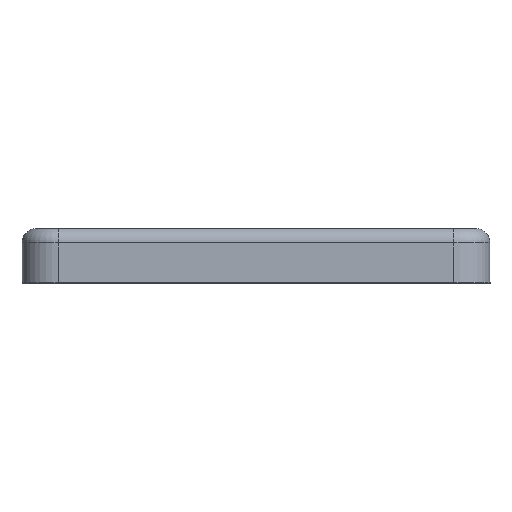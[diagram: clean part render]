
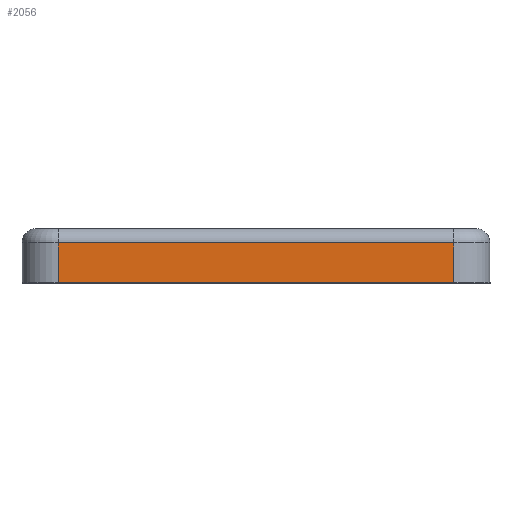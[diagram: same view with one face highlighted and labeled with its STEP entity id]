
A CAD part, top view. The second image highlights one B-rep face of the part: STEP entity #2056.
In plain terms, the highlighted planar face has unit normal (0, 0, 1).
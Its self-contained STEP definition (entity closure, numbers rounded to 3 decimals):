
#172 = LINE ( 'NONE', #410, #2229 ) ;
#373 = CARTESIAN_POINT ( 'NONE',  ( -10.95, -0.8, 12.95 ) ) ;
#410 = CARTESIAN_POINT ( 'NONE',  ( -10.95, -0.8, 12.95 ) ) ;
#412 = CARTESIAN_POINT ( 'NONE',  ( -10.95, 0., 12.95 ) ) ;
#428 = CARTESIAN_POINT ( 'NONE',  ( -10.95, -3., 12.95 ) ) ;
#602 = CARTESIAN_POINT ( 'NONE',  ( 10.95, -3., 12.95 ) ) ;
#743 = EDGE_CURVE ( 'NONE', #2890, #1185, #1267, .T. ) ;
#860 = ORIENTED_EDGE ( 'NONE', *, *, #871, .F. ) ;
#871 = EDGE_CURVE ( 'NONE', #1388, #2890, #172, .T. ) ;
#875 = DIRECTION ( 'NONE',  ( 1., 0., 0. ) ) ;
#898 = CARTESIAN_POINT ( 'NONE',  ( 10.95, -0.8, 12.95 ) ) ;
#917 = EDGE_LOOP ( 'NONE', ( #2762, #2722, #860, #2004 ) ) ;
#926 = AXIS2_PLACEMENT_3D ( 'NONE', #412, #1998, #1319 ) ;
#972 = VECTOR ( 'NONE', #1682, 1000. ) ;
#1072 = CARTESIAN_POINT ( 'NONE',  ( 10.95, 0., 12.95 ) ) ;
#1185 = VERTEX_POINT ( 'NONE', #602 ) ;
#1267 = LINE ( 'NONE', #1072, #1877 ) ;
#1283 = LINE ( 'NONE', #2456, #1930 ) ;
#1319 = DIRECTION ( 'NONE',  ( 0., -1., 0. ) ) ;
#1388 = VERTEX_POINT ( 'NONE', #373 ) ;
#1421 = CARTESIAN_POINT ( 'NONE',  ( -10.95, -3., 12.95 ) ) ;
#1466 = FACE_OUTER_BOUND ( 'NONE', #917, .T. ) ;
#1526 = DIRECTION ( 'NONE',  ( 0., -1., 0. ) ) ;
#1568 = DIRECTION ( 'NONE',  ( 0., -1., 0. ) ) ;
#1682 = DIRECTION ( 'NONE',  ( 1., 0., 0. ) ) ;
#1751 = LINE ( 'NONE', #1421, #972 ) ;
#1877 = VECTOR ( 'NONE', #1526, 1000. ) ;
#1930 = VECTOR ( 'NONE', #1568, 1000. ) ;
#1998 = DIRECTION ( 'NONE',  ( 0., 0., 1. ) ) ;
#2004 = ORIENTED_EDGE ( 'NONE', *, *, #2020, .T. ) ;
#2020 = EDGE_CURVE ( 'NONE', #1388, #2562, #1283, .T. ) ;
#2056 = ADVANCED_FACE ( 'NONE', ( #1466 ), #2233, .T. ) ;
#2229 = VECTOR ( 'NONE', #875, 1000. ) ;
#2233 = PLANE ( 'NONE',  #926 ) ;
#2289 = EDGE_CURVE ( 'NONE', #2562, #1185, #1751, .T. ) ;
#2456 = CARTESIAN_POINT ( 'NONE',  ( -10.95, 0., 12.95 ) ) ;
#2562 = VERTEX_POINT ( 'NONE', #428 ) ;
#2722 = ORIENTED_EDGE ( 'NONE', *, *, #743, .F. ) ;
#2762 = ORIENTED_EDGE ( 'NONE', *, *, #2289, .T. ) ;
#2890 = VERTEX_POINT ( 'NONE', #898 ) ;
